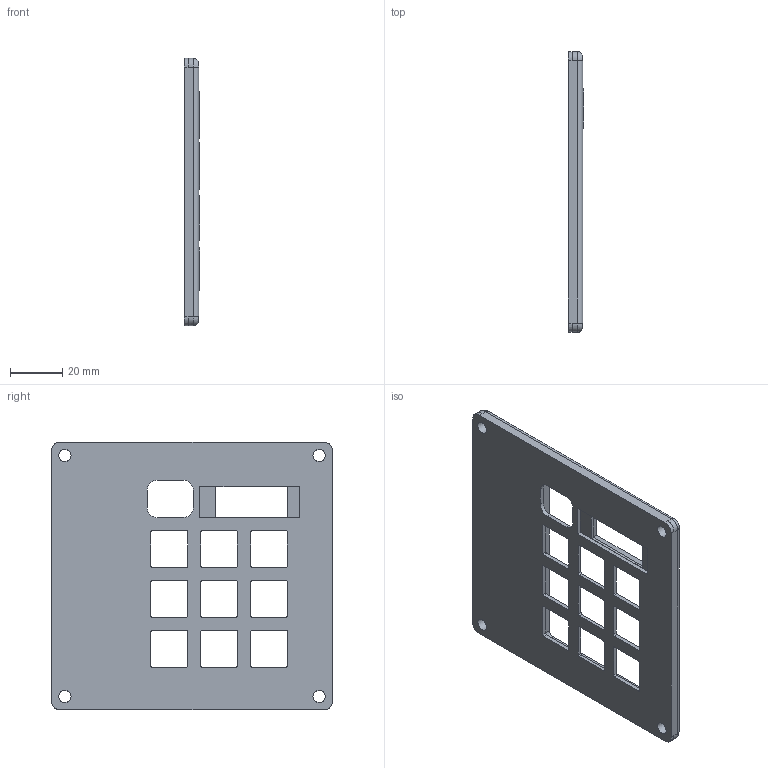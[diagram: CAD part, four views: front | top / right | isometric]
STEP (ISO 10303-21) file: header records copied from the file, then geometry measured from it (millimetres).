
FILE_DESCRIPTION(/* description */ (''),/* implementation_level */ '2;1');
FILE_NAME(/* name */ 'bosspad_top.step',/* time_stamp */ '2025-06-29T17:16:01+03:00',/* author */ (''),/* organization */ (''),/* preprocessor_version */ 'ST-DEVELOPER v20.1',/* originating_system */ 'Autodesk Translation Framework v14.10.0.0',/* authorisation */ '');
FILE_SCHEMA (('AUTOMOTIVE_DESIGN { 1 0 10303 214 3 1 1 }'));
Length unit declared in the file: millimetre
Products named in the file (1): macro top
Bounding box: 5.9 x 107 x 102 mm (x, y, z)
Volume: 39553.2 mm3; surface area: 21714.8 mm2
Topology: 1 solids, 1 shells, 196 faces, 544 edges, 358 vertices
Faces by surface type: plane 130, cylinder 54, bspline 12
Full cylindrical faces by diameter (mm): 4.7 x4
Entity records: 7630 total; most frequent: CARTESIAN_POINT 2480, ORIENTED_EDGE 1088, DIRECTION 1006, EDGE_CURVE 544, LINE 420, VECTOR 420, VERTEX_POINT 358, AXIS2_PLACEMENT_3D 293
